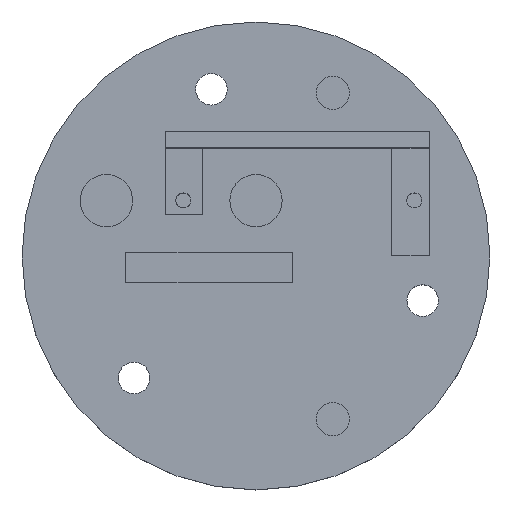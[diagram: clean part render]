
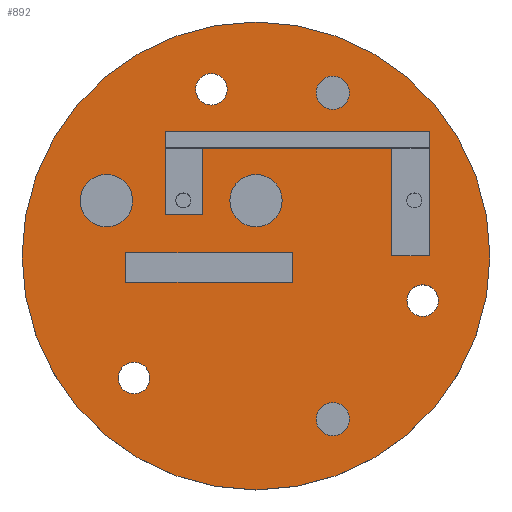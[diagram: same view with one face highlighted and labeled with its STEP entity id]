
A CAD part, top view. The second image highlights one B-rep face of the part: STEP entity #892.
In plain terms, the highlighted planar face has unit normal (0, 0, 1).
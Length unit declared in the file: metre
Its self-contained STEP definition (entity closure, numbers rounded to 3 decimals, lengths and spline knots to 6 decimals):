
#50=LINE('',#1398,#128);
#51=LINE('',#1401,#129);
#52=LINE('',#1403,#130);
#53=LINE('',#1405,#131);
#54=LINE('',#1406,#132);
#55=LINE('',#1409,#133);
#56=LINE('',#1411,#134);
#57=LINE('',#1413,#135);
#58=LINE('',#1415,#136);
#59=LINE('',#1417,#137);
#60=LINE('',#1419,#138);
#61=LINE('',#1421,#139);
#128=VECTOR('',#1121,1.);
#129=VECTOR('',#1122,1.);
#130=VECTOR('',#1123,1.);
#131=VECTOR('',#1124,1.);
#132=VECTOR('',#1125,1.);
#133=VECTOR('',#1126,1.);
#134=VECTOR('',#1127,1.);
#135=VECTOR('',#1128,1.);
#136=VECTOR('',#1129,1.);
#137=VECTOR('',#1130,1.);
#138=VECTOR('',#1131,1.);
#139=VECTOR('',#1132,1.);
#219=ORIENTED_EDGE('',*,*,#446,.T.);
#220=ORIENTED_EDGE('',*,*,#447,.F.);
#221=ORIENTED_EDGE('',*,*,#448,.F.);
#222=ORIENTED_EDGE('',*,*,#449,.F.);
#223=ORIENTED_EDGE('',*,*,#450,.F.);
#224=ORIENTED_EDGE('',*,*,#451,.F.);
#225=ORIENTED_EDGE('',*,*,#452,.F.);
#226=ORIENTED_EDGE('',*,*,#453,.F.);
#227=ORIENTED_EDGE('',*,*,#454,.T.);
#228=ORIENTED_EDGE('',*,*,#455,.T.);
#229=ORIENTED_EDGE('',*,*,#456,.F.);
#230=ORIENTED_EDGE('',*,*,#457,.F.);
#231=ORIENTED_EDGE('',*,*,#458,.T.);
#232=ORIENTED_EDGE('',*,*,#459,.T.);
#233=ORIENTED_EDGE('',*,*,#460,.F.);
#234=ORIENTED_EDGE('',*,*,#461,.T.);
#235=ORIENTED_EDGE('',*,*,#462,.F.);
#236=ORIENTED_EDGE('',*,*,#463,.F.);
#237=ORIENTED_EDGE('',*,*,#464,.T.);
#238=ORIENTED_EDGE('',*,*,#465,.F.);
#446=EDGE_CURVE('',#558,#558,#629,.T.);
#447=EDGE_CURVE('',#559,#559,#630,.T.);
#448=EDGE_CURVE('',#560,#560,#631,.T.);
#449=EDGE_CURVE('',#561,#561,#632,.T.);
#450=EDGE_CURVE('',#562,#562,#633,.T.);
#451=EDGE_CURVE('',#563,#563,#634,.T.);
#452=EDGE_CURVE('',#564,#564,#635,.T.);
#453=EDGE_CURVE('',#565,#565,#636,.T.);
#454=EDGE_CURVE('',#566,#567,#50,.T.);
#455=EDGE_CURVE('',#567,#568,#51,.T.);
#456=EDGE_CURVE('',#569,#568,#52,.T.);
#457=EDGE_CURVE('',#566,#569,#53,.T.);
#458=EDGE_CURVE('',#570,#571,#54,.T.);
#459=EDGE_CURVE('',#571,#572,#55,.T.);
#460=EDGE_CURVE('',#573,#572,#56,.T.);
#461=EDGE_CURVE('',#573,#574,#57,.T.);
#462=EDGE_CURVE('',#575,#574,#58,.T.);
#463=EDGE_CURVE('',#576,#575,#59,.T.);
#464=EDGE_CURVE('',#576,#577,#60,.T.);
#465=EDGE_CURVE('',#570,#577,#61,.T.);
#558=VERTEX_POINT('',#1383);
#559=VERTEX_POINT('',#1385);
#560=VERTEX_POINT('',#1387);
#561=VERTEX_POINT('',#1389);
#562=VERTEX_POINT('',#1391);
#563=VERTEX_POINT('',#1393);
#564=VERTEX_POINT('',#1395);
#565=VERTEX_POINT('',#1397);
#566=VERTEX_POINT('',#1399);
#567=VERTEX_POINT('',#1400);
#568=VERTEX_POINT('',#1402);
#569=VERTEX_POINT('',#1404);
#570=VERTEX_POINT('',#1407);
#571=VERTEX_POINT('',#1408);
#572=VERTEX_POINT('',#1410);
#573=VERTEX_POINT('',#1412);
#574=VERTEX_POINT('',#1414);
#575=VERTEX_POINT('',#1416);
#576=VERTEX_POINT('',#1418);
#577=VERTEX_POINT('',#1420);
#629=CIRCLE('',#974,0.02815);
#630=CIRCLE('',#975,0.0019);
#631=CIRCLE('',#976,0.0019);
#632=CIRCLE('',#977,0.0019);
#633=CIRCLE('',#978,0.002);
#634=CIRCLE('',#979,0.002);
#635=CIRCLE('',#980,0.00315);
#636=CIRCLE('',#981,0.00315);
#664=EDGE_LOOP('',(#219));
#665=EDGE_LOOP('',(#220));
#666=EDGE_LOOP('',(#221));
#667=EDGE_LOOP('',(#222));
#668=EDGE_LOOP('',(#223));
#669=EDGE_LOOP('',(#224));
#670=EDGE_LOOP('',(#225));
#671=EDGE_LOOP('',(#226));
#672=EDGE_LOOP('',(#227,#228,#229,#230));
#673=EDGE_LOOP('',(#231,#232,#233,#234,#235,#236,#237,#238));
#760=FACE_BOUND('',#664,.T.);
#761=FACE_BOUND('',#665,.T.);
#762=FACE_BOUND('',#666,.T.);
#763=FACE_BOUND('',#667,.T.);
#764=FACE_BOUND('',#668,.T.);
#765=FACE_BOUND('',#669,.T.);
#766=FACE_BOUND('',#670,.T.);
#767=FACE_BOUND('',#671,.T.);
#768=FACE_BOUND('',#672,.T.);
#769=FACE_BOUND('',#673,.T.);
#849=PLANE('',#973);
#892=ADVANCED_FACE('',(#760,#761,#762,#763,#764,#765,#766,#767,#768,#769),
#849,.T.);
#973=AXIS2_PLACEMENT_3D('',#1381,#1103,#1104);
#974=AXIS2_PLACEMENT_3D('',#1382,#1105,#1106);
#975=AXIS2_PLACEMENT_3D('',#1384,#1107,#1108);
#976=AXIS2_PLACEMENT_3D('',#1386,#1109,#1110);
#977=AXIS2_PLACEMENT_3D('',#1388,#1111,#1112);
#978=AXIS2_PLACEMENT_3D('',#1390,#1113,#1114);
#979=AXIS2_PLACEMENT_3D('',#1392,#1115,#1116);
#980=AXIS2_PLACEMENT_3D('',#1394,#1117,#1118);
#981=AXIS2_PLACEMENT_3D('',#1396,#1119,#1120);
#1103=DIRECTION('',(0.,0.,1.));
#1104=DIRECTION('',(1.,0.,0.));
#1105=DIRECTION('',(0.,0.,1.));
#1106=DIRECTION('',(1.,0.,0.));
#1107=DIRECTION('',(0.,0.,1.));
#1108=DIRECTION('',(1.,0.,0.));
#1109=DIRECTION('',(0.,0.,1.));
#1110=DIRECTION('',(1.,0.,0.));
#1111=DIRECTION('',(0.,0.,1.));
#1112=DIRECTION('',(1.,0.,0.));
#1113=DIRECTION('',(0.,0.,1.));
#1114=DIRECTION('',(1.,0.,0.));
#1115=DIRECTION('',(0.,0.,1.));
#1116=DIRECTION('',(1.,0.,0.));
#1117=DIRECTION('',(0.,0.,1.));
#1118=DIRECTION('',(1.,0.,0.));
#1119=DIRECTION('',(0.,0.,1.));
#1120=DIRECTION('',(1.,0.,0.));
#1121=DIRECTION('',(0.,1.,0.));
#1122=DIRECTION('',(1.,0.,0.));
#1123=DIRECTION('',(0.,1.,0.));
#1124=DIRECTION('',(1.,0.,0.));
#1125=DIRECTION('',(1.,0.,0.));
#1126=DIRECTION('',(0.,-1.,0.));
#1127=DIRECTION('',(1.,0.,0.));
#1128=DIRECTION('',(0.,1.,0.));
#1129=DIRECTION('',(1.,0.,0.));
#1130=DIRECTION('',(0.,1.,0.));
#1131=DIRECTION('',(-1.,0.,0.));
#1132=DIRECTION('',(0.,-1.,0.));
#1381=CARTESIAN_POINT('',(0.,0.,0.036));
#1382=CARTESIAN_POINT('',(0.,0.,0.036));
#1383=CARTESIAN_POINT('',(0.02815,0.,0.036));
#1384=CARTESIAN_POINT('',(0.020056,-0.005374,0.036));
#1385=CARTESIAN_POINT('',(0.021956,-0.005374,0.036));
#1386=CARTESIAN_POINT('',(-0.014682,-0.014682,0.036));
#1387=CARTESIAN_POINT('',(-0.012782,-0.014682,0.036));
#1388=CARTESIAN_POINT('',(-0.005374,0.020056,0.036));
#1389=CARTESIAN_POINT('',(-0.003474,0.020056,0.036));
#1390=CARTESIAN_POINT('',(0.009236,-0.01963,0.036));
#1391=CARTESIAN_POINT('',(0.011236,-0.01963,0.036));
#1392=CARTESIAN_POINT('',(0.009236,0.01963,0.036));
#1393=CARTESIAN_POINT('',(0.011236,0.01963,0.036));
#1394=CARTESIAN_POINT('',(-0.018,0.00665,0.036));
#1395=CARTESIAN_POINT('',(-0.01485,0.00665,0.036));
#1396=CARTESIAN_POINT('',(0.,0.00665,0.036));
#1397=CARTESIAN_POINT('',(0.00315,0.00665,0.036));
#1398=CARTESIAN_POINT('',(-0.01565,-0.00215,0.036));
#1399=CARTESIAN_POINT('',(-0.01565,-0.00315,0.036));
#1400=CARTESIAN_POINT('',(-0.01565,-0.00115,0.036));
#1401=CARTESIAN_POINT('',(-0.00565,-0.00115,0.036));
#1402=CARTESIAN_POINT('',(0.00435,-0.00115,0.036));
#1403=CARTESIAN_POINT('',(0.00435,-0.00215,0.036));
#1404=CARTESIAN_POINT('',(0.00435,-0.00315,0.036));
#1405=CARTESIAN_POINT('',(-0.00565,-0.00315,0.036));
#1406=CARTESIAN_POINT('',(0.01859,0.01495,0.036));
#1407=CARTESIAN_POINT('',(-0.010926,0.01495,0.036));
#1408=CARTESIAN_POINT('',(0.02084,0.01495,0.036));
#1409=CARTESIAN_POINT('',(0.02084,0.014125,0.036));
#1410=CARTESIAN_POINT('',(0.02084,0.,0.036));
#1411=CARTESIAN_POINT('',(0.01859,0.,0.036));
#1412=CARTESIAN_POINT('',(0.01634,0.,0.036));
#1413=CARTESIAN_POINT('',(0.01634,0.006475,0.036));
#1414=CARTESIAN_POINT('',(0.01634,0.01295,0.036));
#1415=CARTESIAN_POINT('',(0.004957,0.01295,0.036));
#1416=CARTESIAN_POINT('',(-0.006426,0.01295,0.036));
#1417=CARTESIAN_POINT('',(-0.006426,0.008975,0.036));
#1418=CARTESIAN_POINT('',(-0.006426,0.005,0.036));
#1419=CARTESIAN_POINT('',(-0.008676,0.005,0.036));
#1420=CARTESIAN_POINT('',(-0.010926,0.005,0.036));
#1421=CARTESIAN_POINT('',(-0.010926,0.014125,0.036));
